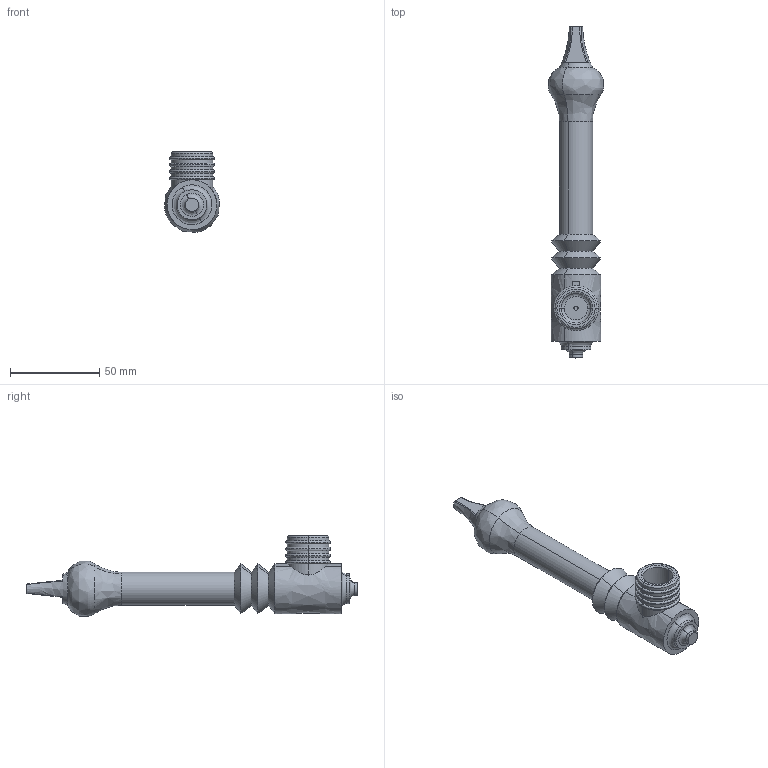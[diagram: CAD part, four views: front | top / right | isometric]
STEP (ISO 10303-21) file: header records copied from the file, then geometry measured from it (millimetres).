
FILE_DESCRIPTION(('FreeCAD Model'),'2;1');
FILE_NAME('Open CASCADE Shape Model','2025-04-27T17:46:56',('FreeCAD'),( 'FreeCAD'),'Open CASCADE STEP processor 7.6','FreeCAD','Unknown');
FILE_SCHEMA(('AUTOMOTIVE_DESIGN { 1 0 10303 214 1 1 1 1 }'));
Length unit declared in the file: millimetre
Products named in the file (1): Open CASCADE STEP translator 7.6 1
Bounding box: 30.84 x 185.58 x 45.12 mm (x, y, z)
Volume: 70738.5 mm3; surface area: 19925.7 mm2
Topology: 2 solids, 2 shells, 105 faces, 232 edges, 135 vertices
Faces by surface type: bspline 105
Entity records: 4011 total; most frequent: CARTESIAN_POINT 2704, ORIENTED_EDGE 464, EDGE_CURVE 232, VERTEX_POINT 135, FACE_BOUND 113, EDGE_LOOP 113, ADVANCED_FACE 105, B_SPLINE_CURVE_WITH_KNOTS 98
